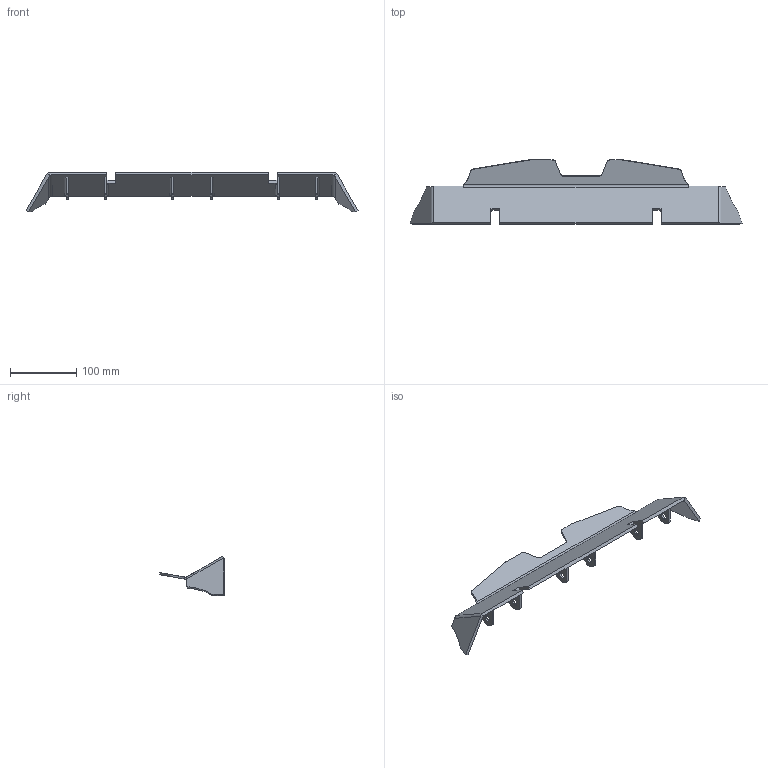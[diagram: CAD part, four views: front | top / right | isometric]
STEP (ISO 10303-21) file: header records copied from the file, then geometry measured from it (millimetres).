
FILE_DESCRIPTION (( 'STEP AP214' ), '1' );
FILE_NAME ('WedgeV3_HS-Billet.STEP', '2024-06-06T03:53:10', ( '' ), ( '' ), 'SwSTEP 2.0', 'SolidWorks 2022', '' );
FILE_SCHEMA (( 'AUTOMOTIVE_DESIGN' ));
Length unit declared in the file: millimetre
Products named in the file (1): WedgeV3_HS-Billet
Bounding box: 499.9 x 97.55 x 59.54 mm (x, y, z)
Volume: 193258 mm3; surface area: 97526.9 mm2
Topology: 1 solids, 1 shells, 110 faces, 310 edges, 206 vertices
Faces by surface type: plane 56, cylinder 54
Entity records: 4142 total; most frequent: CARTESIAN_POINT 687, ORIENTED_EDGE 620, DIRECTION 610, EDGE_CURVE 310, AXIS2_PLACEMENT_3D 209, VERTEX_POINT 206, VECTOR 192, LINE 192
